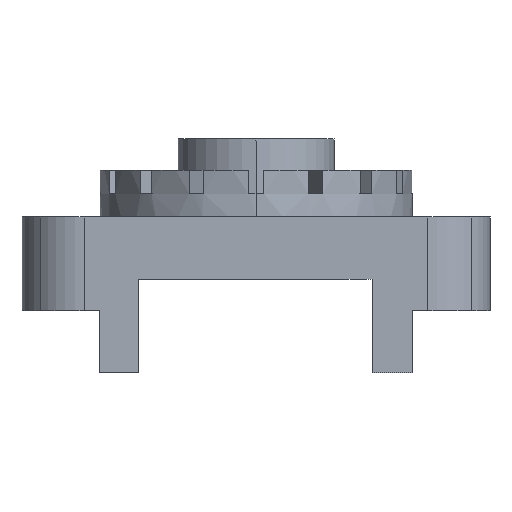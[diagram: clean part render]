
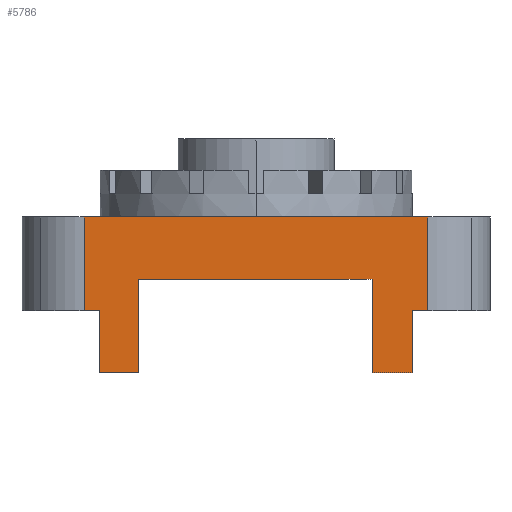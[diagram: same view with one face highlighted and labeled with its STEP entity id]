
A CAD part, left-side view. The second image highlights one B-rep face of the part: STEP entity #5786.
In plain terms, the highlighted planar face has unit normal (-1, 0, 0).
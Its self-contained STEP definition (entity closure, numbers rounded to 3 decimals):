
#1950=CARTESIAN_POINT('POINT150',(-150.,75.,-50.));
#1951=VERTEX_POINT('VERTEX150',#1950);
#1958=CARTESIAN_POINT('POINT151',(-150.,100.,-50.));
#1959=VERTEX_POINT('VERTEX151',#1958);
#1960=CARTESIAN_POINT('POS195',(-150.,0.,-50.));
#1961=DIRECTION('DIR264',(0.,1.,0.));
#1962=VECTOR('VEC126',#1961,1.);
#1963=LINE('STRAIGHT126',#1960,#1962);
#1964=EDGE_CURVE('EDGE219',#1951,#1959,#1963,.T.);
#1997=CARTESIAN_POINT('POINT154',(-150.,100.,-10.));
#1998=VERTEX_POINT('VERTEX154',#1997);
#1999=CARTESIAN_POINT('POS200',(-150.,100.,-15.));
#2000=DIRECTION('DIR270',(0.,0.,-1.));
#2001=VECTOR('VEC130',#2000,1.);
#2002=LINE('STRAIGHT130',#1999,#2001);
#2003=EDGE_CURVE('EDGE223',#1998,#1959,#2002,.T.);
#2046=CARTESIAN_POINT('POINT159',(-150.,-110.,-10.));
#2047=VERTEX_POINT('VERTEX159',#2046);
#2050=CARTESIAN_POINT('POINT160',(-150.,-100.,-10.));
#2051=VERTEX_POINT('VERTEX160',#2050);
#2052=CARTESIAN_POINT('POS206',(-150.,-62.5,-10.));
#2053=DIRECTION('DIR278',(0.,-1.,0.));
#2054=VECTOR('VEC134',#2053,1.);
#2055=LINE('STRAIGHT134',#2052,#2054);
#2056=EDGE_CURVE('EDGE229',#2051,#2047,#2055,.T.);
#2454=CARTESIAN_POINT('POINT212',(-150.,-100.,-50.));
#2455=VERTEX_POINT('VERTEX212',#2454);
#2456=CARTESIAN_POINT('POS253',(-150.,-100.,-15.));
#2457=DIRECTION('DIR327',(0.,0.,1.));
#2458=VECTOR('VEC179',#2457,1.);
#2459=LINE('STRAIGHT179',#2456,#2458);
#2460=EDGE_CURVE('EDGE282',#2455,#2051,#2459,.T.);
#2476=CARTESIAN_POINT('POINT213',(-150.,-75.,-50.));
#2477=VERTEX_POINT('VERTEX213',#2476);
#2489=EDGE_CURVE('EDGE286',#2455,#2477,#1963,.T.);
#2494=CARTESIAN_POINT('POINT215',(-150.,-75.,10.));
#2495=VERTEX_POINT('VERTEX215',#2494);
#2496=CARTESIAN_POINT('POS257',(-150.,-75.,-10.));
#2497=DIRECTION('DIR332',(0.,0.,-1.));
#2498=VECTOR('VEC182',#2497,1.);
#2499=LINE('STRAIGHT182',#2496,#2498);
#2500=EDGE_CURVE('EDGE287',#2495,#2477,#2499,.T.);
#2525=CARTESIAN_POINT('POINT217',(-150.,75.,10.));
#2526=VERTEX_POINT('VERTEX217',#2525);
#2527=CARTESIAN_POINT('POS261',(-150.,0.,10.));
#2528=DIRECTION('DIR337',(0.,-1.,0.));
#2529=VECTOR('VEC185',#2528,1.);
#2530=LINE('STRAIGHT185',#2527,#2529);
#2531=EDGE_CURVE('EDGE290',#2526,#2495,#2530,.T.);
#2607=CARTESIAN_POINT('POS266',(-150.,75.,-10.));
#2608=DIRECTION('DIR344',(0.,0.,1.));
#2609=VECTOR('VEC188',#2608,1.);
#2610=LINE('STRAIGHT188',#2607,#2609);
#2611=EDGE_CURVE('EDGE297',#1951,#2526,#2610,.T.);
#3015=CARTESIAN_POINT('POINT272',(-150.,110.,-10.));
#3016=VERTEX_POINT('VERTEX272',#3015);
#3017=CARTESIAN_POINT('POS314',(-150.,62.5,-10.));
#3018=DIRECTION('DIR394',(0.,-1.,0.));
#3019=VECTOR('VEC234',#3018,1.);
#3020=LINE('STRAIGHT234',#3017,#3019);
#3021=EDGE_CURVE('EDGE350',#3016,#1998,#3020,.T.);
#5741=CARTESIAN_POINT('POINT410',(-150.,-110.,50.));
#5742=VERTEX_POINT('VERTEX410',#5741);
#5745=CARTESIAN_POINT('POS624',(-150.,-110.,0.));
#5746=DIRECTION('DIR795',(0.,0.,-1.));
#5747=VECTOR('VEC453',#5746,1.);
#5748=LINE('STRAIGHT453',#5745,#5747);
#5749=EDGE_CURVE('EDGE606',#5742,#2047,#5748,.T.);
#5755=ORIENTED_EDGE('COEDGE1069',*,*,#2611,.T.);
#5756=ORIENTED_EDGE('COEDGE1070',*,*,#2531,.T.);
#5757=ORIENTED_EDGE('COEDGE1071',*,*,#2500,.T.);
#5758=ORIENTED_EDGE('COEDGE1072',*,*,#2489,.F.);
#5759=ORIENTED_EDGE('COEDGE1073',*,*,#2460,.T.);
#5760=ORIENTED_EDGE('COEDGE1074',*,*,#2056,.T.);
#5761=ORIENTED_EDGE('COEDGE1075',*,*,#5749,.F.);
#5762=CARTESIAN_POINT('POINT411',(-150.,110.,50.));
#5763=VERTEX_POINT('VERTEX411',#5762);
#5764=CARTESIAN_POINT('POS625',(-150.,0.,50.));
#5765=DIRECTION('DIR796',(0.,-1.,0.));
#5766=VECTOR('VEC454',#5765,1.);
#5767=LINE('STRAIGHT454',#5764,#5766);
#5768=EDGE_CURVE('EDGE607',#5763,#5742,#5767,.T.);
#5769=ORIENTED_EDGE('COEDGE1076',*,*,#5768,.F.);
#5770=CARTESIAN_POINT('POS626',(-150.,110.,0.));
#5771=DIRECTION('DIR797',(0.,0.,1.));
#5772=VECTOR('VEC455',#5771,1.);
#5773=LINE('STRAIGHT455',#5770,#5772);
#5774=EDGE_CURVE('EDGE608',#3016,#5763,#5773,.T.);
#5775=ORIENTED_EDGE('COEDGE1077',*,*,#5774,.F.);
#5776=ORIENTED_EDGE('COEDGE1078',*,*,#3021,.T.);
#5777=ORIENTED_EDGE('COEDGE1079',*,*,#2003,.T.);
#5778=ORIENTED_EDGE('COEDGE1080',*,*,#1964,.F.);
#5779=EDGE_LOOP('NONE',(#5755,#5756,#5757,#5758,#5759,#5760,#5761,#5769,
   #5775,#5776,#5777,#5778));
#5780=FACE_BOUND('LOOP1',#5779,.T.);
#5781=CARTESIAN_POINT('POS627',(-150.,0.,0.));
#5782=DIRECTION('DIR798',(1.,0.,0.));
#5783=DIRECTION('DIR799',(0.,1.,0.));
#5784=AXIS2_PLACEMENT_3D('AXIS172',#5781,#5782,#5783);
#5785=PLANE('PLANE107',#5784);
#5786=ADVANCED_FACE('FACE198',(#5780),#5785,.F.);
